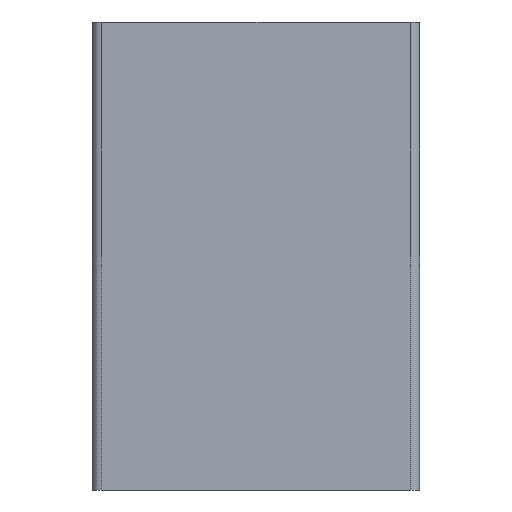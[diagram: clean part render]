
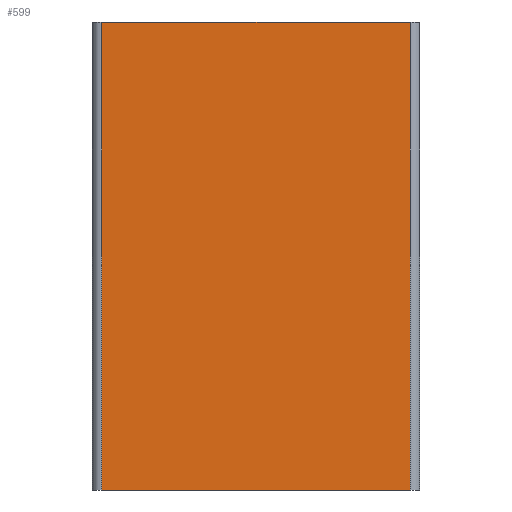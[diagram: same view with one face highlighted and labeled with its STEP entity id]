
A CAD part, left-side view. The second image highlights one B-rep face of the part: STEP entity #599.
In plain terms, the highlighted planar face has unit normal (-1, 0, 0).
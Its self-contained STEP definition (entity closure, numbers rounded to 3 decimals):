
#34=PLANE('',#660);
#62=FACE_OUTER_BOUND('',#93,.T.);
#93=EDGE_LOOP('',(#474,#475,#476,#477));
#155=LINE('',#949,#223);
#156=LINE('',#952,#224);
#157=LINE('',#954,#225);
#158=LINE('',#955,#226);
#223=VECTOR('',#777,10.);
#224=VECTOR('',#780,10.);
#225=VECTOR('',#781,10.);
#226=VECTOR('',#782,10.);
#298=VERTEX_POINT('',#942);
#301=VERTEX_POINT('',#947);
#302=VERTEX_POINT('',#951);
#303=VERTEX_POINT('',#953);
#373=EDGE_CURVE('',#301,#298,#155,.T.);
#374=EDGE_CURVE('',#301,#302,#156,.T.);
#375=EDGE_CURVE('',#303,#302,#157,.T.);
#376=EDGE_CURVE('',#298,#303,#158,.T.);
#474=ORIENTED_EDGE('',*,*,#373,.F.);
#475=ORIENTED_EDGE('',*,*,#374,.T.);
#476=ORIENTED_EDGE('',*,*,#375,.F.);
#477=ORIENTED_EDGE('',*,*,#376,.F.);
#599=ADVANCED_FACE('',(#62),#34,.T.);
#660=AXIS2_PLACEMENT_3D('',#950,#778,#779);
#777=DIRECTION('',(0.,0.,1.));
#778=DIRECTION('center_axis',(-1.,0.,0.));
#779=DIRECTION('ref_axis',(0.,-1.,0.));
#780=DIRECTION('',(0.,-1.,0.));
#781=DIRECTION('',(0.,0.,-1.));
#782=DIRECTION('',(0.,-1.,0.));
#942=CARTESIAN_POINT('',(-72.5,33.,100.));
#947=CARTESIAN_POINT('',(-72.5,33.,0.));
#949=CARTESIAN_POINT('',(-72.5,33.,0.));
#950=CARTESIAN_POINT('Origin',(-72.5,35.,0.));
#951=CARTESIAN_POINT('',(-72.5,-33.,0.));
#952=CARTESIAN_POINT('',(-72.5,35.,0.));
#953=CARTESIAN_POINT('',(-72.5,-33.,100.));
#954=CARTESIAN_POINT('',(-72.5,-33.,0.));
#955=CARTESIAN_POINT('',(-72.5,35.,100.));
